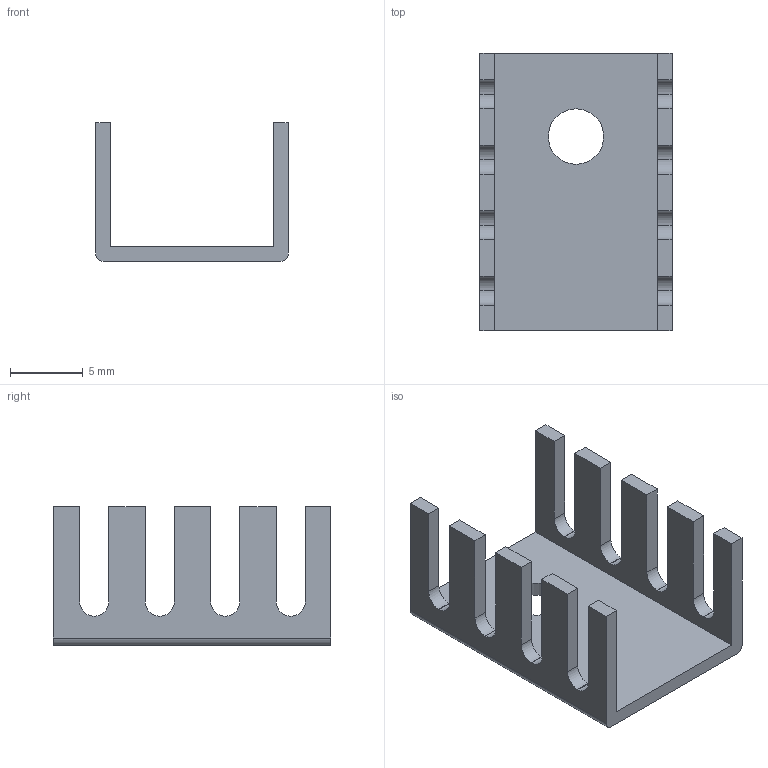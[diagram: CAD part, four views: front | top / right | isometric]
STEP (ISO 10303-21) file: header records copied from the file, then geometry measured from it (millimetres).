
FILE_DESCRIPTION(('FreeCAD Model'),'2;1');
FILE_NAME('577102B00000G.step','2019-09-22T02:49:12',('Author'),(''), 'Open CASCADE STEP processor 7.3','FreeCAD','Unknown');
FILE_SCHEMA(('AUTOMOTIVE_DESIGN_CC2 { 1 2 10303 214 -1 1 5 4 }'));
Length unit declared in the file: millimetre
Products named in the file (1): Fillet004
Bounding box: 13.21 x 19.05 x 9.52 mm (x, y, z)
Volume: 445.9 mm3; surface area: 1111.5 mm2
Topology: 1 solids, 1 shells, 61 faces, 177 edges, 118 vertices
Faces by surface type: plane 42, cylinder 19
Full cylindrical faces by diameter (mm): 3.81 x1
Entity records: 2452 total; most frequent: CARTESIAN_POINT 357, ORIENTED_EDGE 354, DIRECTION 339, EDGE_CURVE 177, LINE 139, VECTOR 139, VERTEX_POINT 118, AXIS2_PLACEMENT_3D 100
